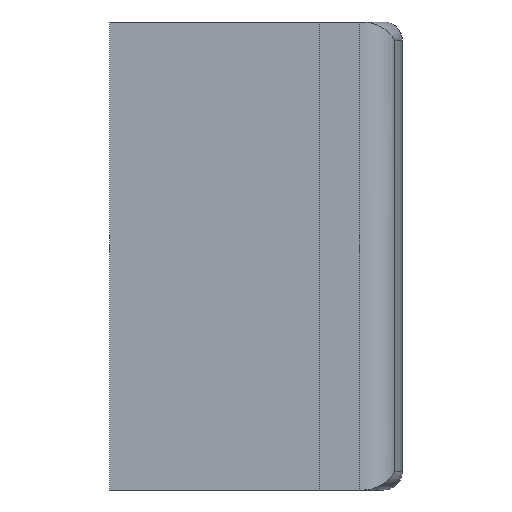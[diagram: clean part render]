
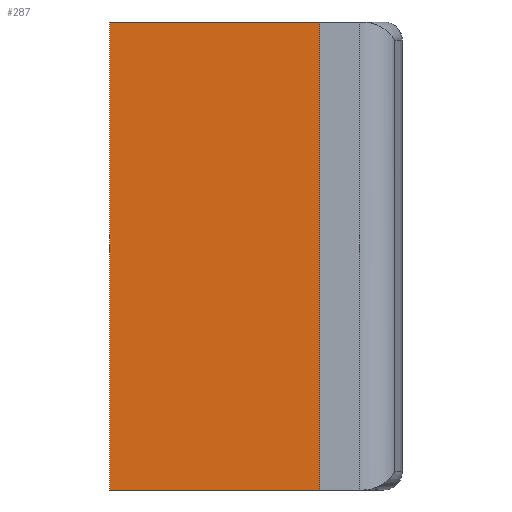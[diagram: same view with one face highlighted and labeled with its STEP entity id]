
A CAD part, left-side view. The second image highlights one B-rep face of the part: STEP entity #287.
In plain terms, the highlighted planar face has unit normal (-1, 0, 0).
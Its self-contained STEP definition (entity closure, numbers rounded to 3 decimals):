
#1 = VECTOR ( 'NONE', #961, 1000. ) ;
#5 = LINE ( 'NONE', #437, #790 ) ;
#7 = CARTESIAN_POINT ( 'NONE',  ( -1., 0.281, -0.8 ) ) ;
#35 = ORIENTED_EDGE ( 'NONE', *, *, #223, .F. ) ;
#48 = DIRECTION ( 'NONE',  ( 1., 0., 0. ) ) ;
#60 = EDGE_LOOP ( 'NONE', ( #676, #414, #877, #35 ) ) ;
#196 = CARTESIAN_POINT ( 'NONE',  ( -1., 1., 0.8 ) ) ;
#216 = CARTESIAN_POINT ( 'NONE',  ( -1., 1., -0.8 ) ) ;
#223 = EDGE_CURVE ( 'NONE', #399, #648, #549, .T. ) ;
#226 = EDGE_CURVE ( 'NONE', #399, #840, #308, .T. ) ;
#287 = ADVANCED_FACE ( 'NONE', ( #764 ), #489, .F. ) ;
#308 = LINE ( 'NONE', #435, #1 ) ;
#399 = VERTEX_POINT ( 'NONE', #734 ) ;
#412 = VECTOR ( 'NONE', #565, 1000. ) ;
#414 = ORIENTED_EDGE ( 'NONE', *, *, #851, .T. ) ;
#425 = VECTOR ( 'NONE', #698, 1000. ) ;
#435 = CARTESIAN_POINT ( 'NONE',  ( -1., 1., 0.8 ) ) ;
#437 = CARTESIAN_POINT ( 'NONE',  ( -1., 1., -0.8 ) ) ;
#469 = LINE ( 'NONE', #749, #425 ) ;
#474 = EDGE_CURVE ( 'NONE', #648, #475, #469, .T. ) ;
#475 = VERTEX_POINT ( 'NONE', #7 ) ;
#489 = PLANE ( 'NONE',  #776 ) ;
#549 = LINE ( 'NONE', #971, #412 ) ;
#565 = DIRECTION ( 'NONE',  ( 0., -1., 0. ) ) ;
#614 = CARTESIAN_POINT ( 'NONE',  ( -1., 0.281, 0.8 ) ) ;
#646 = DIRECTION ( 'NONE',  ( 0., 1., 0. ) ) ;
#648 = VERTEX_POINT ( 'NONE', #614 ) ;
#676 = ORIENTED_EDGE ( 'NONE', *, *, #226, .T. ) ;
#698 = DIRECTION ( 'NONE',  ( 0., 0., -1. ) ) ;
#734 = CARTESIAN_POINT ( 'NONE',  ( -1., 1., 0.8 ) ) ;
#739 = DIRECTION ( 'NONE',  ( 0., -1., 0. ) ) ;
#749 = CARTESIAN_POINT ( 'NONE',  ( -1., 0.281, 0.8 ) ) ;
#764 = FACE_OUTER_BOUND ( 'NONE', #60, .T. ) ;
#776 = AXIS2_PLACEMENT_3D ( 'NONE', #196, #48, #646 ) ;
#790 = VECTOR ( 'NONE', #739, 1000. ) ;
#840 = VERTEX_POINT ( 'NONE', #216 ) ;
#851 = EDGE_CURVE ( 'NONE', #840, #475, #5, .T. ) ;
#877 = ORIENTED_EDGE ( 'NONE', *, *, #474, .F. ) ;
#961 = DIRECTION ( 'NONE',  ( 0., 0., -1. ) ) ;
#971 = CARTESIAN_POINT ( 'NONE',  ( -1., 1., 0.8 ) ) ;
